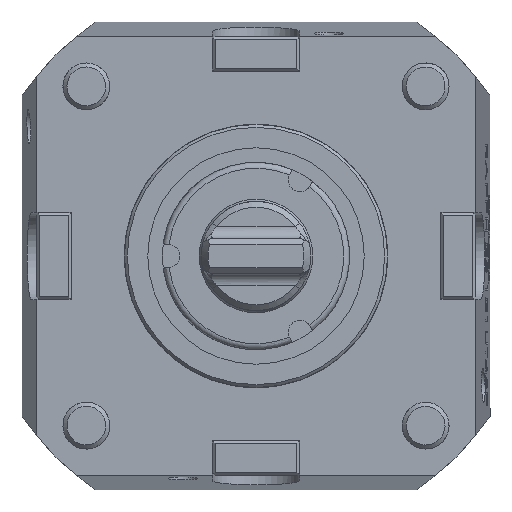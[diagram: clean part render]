
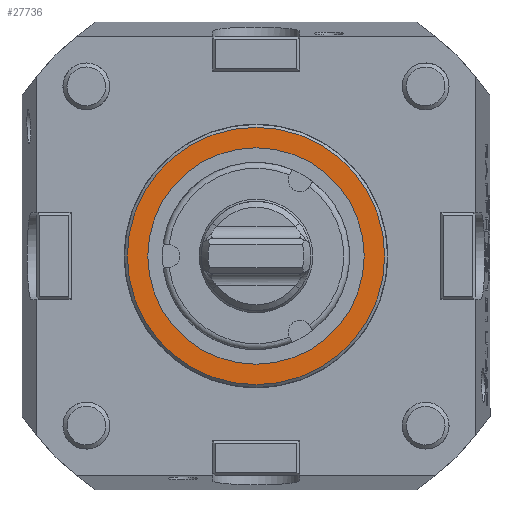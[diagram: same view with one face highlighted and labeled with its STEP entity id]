
A CAD part, front view. The second image highlights one B-rep face of the part: STEP entity #27736.
In plain terms, the highlighted planar face has unit normal (0, -1, 0).
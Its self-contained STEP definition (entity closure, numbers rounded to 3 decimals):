
#2509 = CARTESIAN_POINT ( 'NONE',  ( -18.5, 0., 0. ) ) ;
#2948 = DIRECTION ( 'NONE',  ( 0., 0., -1. ) ) ;
#3532 = ORIENTED_EDGE ( 'NONE', *, *, #9311, .T. ) ;
#4526 = AXIS2_PLACEMENT_3D ( 'NONE', #18746, #21248, #9719 ) ;
#6721 = AXIS2_PLACEMENT_3D ( 'NONE', #23094, #27090, #20744 ) ;
#7400 = PLANE ( 'NONE',  #24106 ) ;
#9311 = EDGE_CURVE ( 'NONE', #14957, #14957, #20452, .T. ) ;
#9719 = DIRECTION ( 'NONE',  ( 0., 0., -1. ) ) ;
#12101 = EDGE_CURVE ( 'NONE', #19258, #19258, #26281, .T. ) ;
#14957 = VERTEX_POINT ( 'NONE', #23811 ) ;
#15381 = ORIENTED_EDGE ( 'NONE', *, *, #12101, .F. ) ;
#18656 = DIRECTION ( 'NONE',  ( 0., 1., 0. ) ) ;
#18746 = CARTESIAN_POINT ( 'NONE',  ( 0., 0., 0. ) ) ;
#19258 = VERTEX_POINT ( 'NONE', #23524 ) ;
#20452 = CIRCLE ( 'NONE', #6721, 18.5 ) ;
#20744 = DIRECTION ( 'NONE',  ( 0., 0., -1. ) ) ;
#21248 = DIRECTION ( 'NONE',  ( 0., 1., 0. ) ) ;
#21454 = EDGE_LOOP ( 'NONE', ( #3532 ) ) ;
#23094 = CARTESIAN_POINT ( 'NONE',  ( 0., 0., 0. ) ) ;
#23524 = CARTESIAN_POINT ( 'NONE',  ( 0., 0., -22. ) ) ;
#23811 = CARTESIAN_POINT ( 'NONE',  ( 0., 0., -18.5 ) ) ;
#24106 = AXIS2_PLACEMENT_3D ( 'NONE', #2509, #18656, #2948 ) ;
#24505 = EDGE_LOOP ( 'NONE', ( #15381 ) ) ;
#26281 = CIRCLE ( 'NONE', #4526, 22. ) ;
#27090 = DIRECTION ( 'NONE',  ( 0., 1., 0. ) ) ;
#27668 = FACE_OUTER_BOUND ( 'NONE', #24505, .T. ) ;
#27736 = ADVANCED_FACE ( 'Defeature completata1_46', ( #27668, #27814 ), #7400, .F. ) ;
#27814 = FACE_BOUND ( 'NONE', #21454, .T. ) ;
